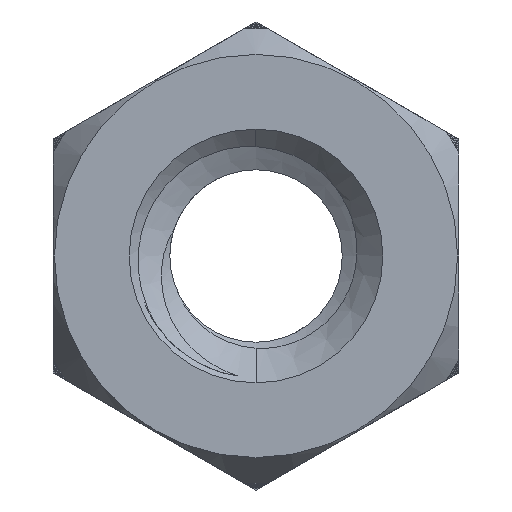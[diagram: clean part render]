
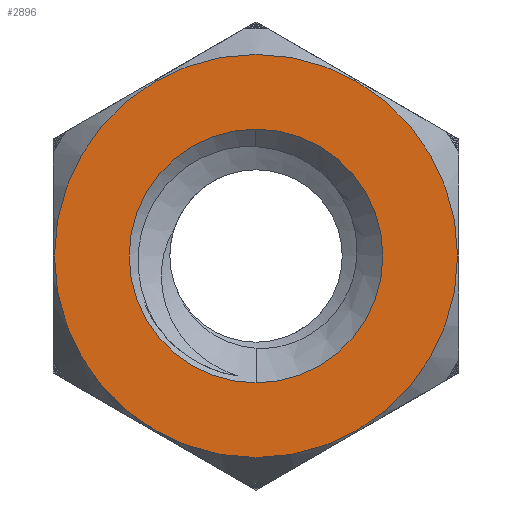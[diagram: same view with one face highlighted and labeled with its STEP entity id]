
A CAD part, front view. The second image highlights one B-rep face of the part: STEP entity #2896.
In plain terms, the highlighted planar face has unit normal (0, -1, 0).
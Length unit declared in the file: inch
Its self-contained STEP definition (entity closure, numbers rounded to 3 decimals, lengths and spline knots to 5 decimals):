
#714 = DIRECTION ( 'NONE',  ( 0., 0., 1. ) ) ;
#715 = DIRECTION ( 'NONE',  ( 0., 1., 0. ) ) ;
#716 = CARTESIAN_POINT ( 'NONE',  ( 0., -0.23, -0.10796 ) ) ;
#718 = AXIS2_PLACEMENT_3D ( 'NONE', #716, #715, #714 ) ;
#719 = PLANE ( 'NONE',  #718 ) ;
#720 = FACE_BOUND ( 'NONE', #2876, .T. ) ;
#721 = FACE_OUTER_BOUND ( 'NONE', #2897, .T. ) ;
#907 = DIRECTION ( 'NONE',  ( -1., 0., 0. ) ) ;
#908 = DIRECTION ( 'NONE',  ( 0., 1., 0. ) ) ;
#909 = CARTESIAN_POINT ( 'NONE',  ( 0., -0.23, 0. ) ) ;
#910 = AXIS2_PLACEMENT_3D ( 'NONE', #909, #908, #907 ) ;
#911 = CIRCLE ( 'NONE', #910, 0.093 ) ;
#2268 = EDGE_CURVE ( 'NONE', #2269, #2401, #3607, .T. ) ;
#2269 = VERTEX_POINT ( 'NONE', #3638 ) ;
#2401 = VERTEX_POINT ( 'NONE', #3991 ) ;
#2571 = VERTEX_POINT ( 'NONE', #5205 ) ;
#2573 = EDGE_CURVE ( 'NONE', #2574, #2571, #5204, .T. ) ;
#2574 = VERTEX_POINT ( 'NONE', #5199 ) ;
#2632 = EDGE_CURVE ( 'NONE', #2571, #2574, #5389, .T. ) ;
#2875 = EDGE_CURVE ( 'NONE', #2401, #2269, #911, .T. ) ;
#2876 = EDGE_LOOP ( 'NONE', ( #2877, #2878 ) ) ;
#2877 = ORIENTED_EDGE ( 'NONE', *, *, #2573, .T. ) ;
#2878 = ORIENTED_EDGE ( 'NONE', *, *, #2632, .T. ) ;
#2896 = ADVANCED_FACE ( 'NONE', ( #721, #720 ), #719, .F. ) ;
#2897 = EDGE_LOOP ( 'NONE', ( #2898, #2899 ) ) ;
#2898 = ORIENTED_EDGE ( 'NONE', *, *, #2268, .F. ) ;
#2899 = ORIENTED_EDGE ( 'NONE', *, *, #2875, .F. ) ;
#3607 = CIRCLE ( 'NONE', #3642, 0.093 ) ;
#3638 = CARTESIAN_POINT ( 'NONE',  ( -0.093, -0.23, 0. ) ) ;
#3639 = DIRECTION ( 'NONE',  ( -1., 0., 0. ) ) ;
#3640 = DIRECTION ( 'NONE',  ( 0., 1., 0. ) ) ;
#3641 = CARTESIAN_POINT ( 'NONE',  ( 0., -0.23, 0. ) ) ;
#3642 = AXIS2_PLACEMENT_3D ( 'NONE', #3641, #3640, #3639 ) ;
#3991 = CARTESIAN_POINT ( 'NONE',  ( 0.093, -0.23, 0. ) ) ;
#5199 = CARTESIAN_POINT ( 'NONE',  ( 0., -0.23, -0.05851 ) ) ;
#5200 = DIRECTION ( 'NONE',  ( 0., 0., 1. ) ) ;
#5201 = DIRECTION ( 'NONE',  ( 0., 1., 0. ) ) ;
#5202 = CARTESIAN_POINT ( 'NONE',  ( 0., -0.23, 0. ) ) ;
#5203 = AXIS2_PLACEMENT_3D ( 'NONE', #5202, #5201, #5200 ) ;
#5204 = CIRCLE ( 'NONE', #5203, 0.05851 ) ;
#5205 = CARTESIAN_POINT ( 'NONE',  ( 0., -0.23, 0.05851 ) ) ;
#5385 = DIRECTION ( 'NONE',  ( 0., 0., 1. ) ) ;
#5386 = DIRECTION ( 'NONE',  ( 0., 1., 0. ) ) ;
#5387 = CARTESIAN_POINT ( 'NONE',  ( 0., -0.23, 0. ) ) ;
#5388 = AXIS2_PLACEMENT_3D ( 'NONE', #5387, #5386, #5385 ) ;
#5389 = CIRCLE ( 'NONE', #5388, 0.05851 ) ;
